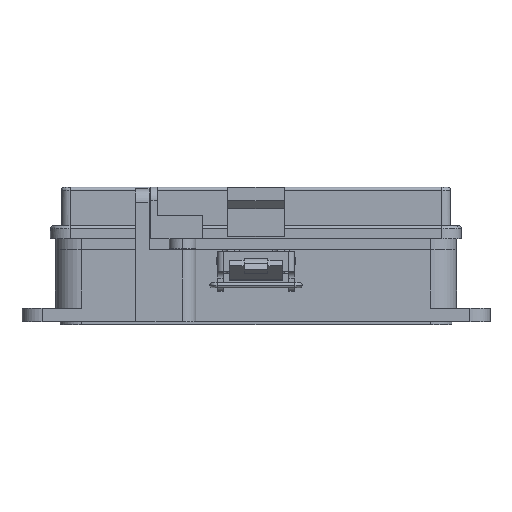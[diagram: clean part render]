
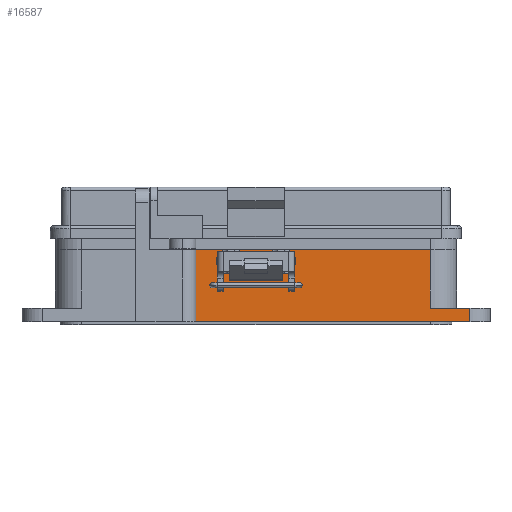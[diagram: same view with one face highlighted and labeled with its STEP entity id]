
A CAD part, front view. The second image highlights one B-rep face of the part: STEP entity #16587.
In plain terms, the highlighted planar face has unit normal (0, -1, 0).
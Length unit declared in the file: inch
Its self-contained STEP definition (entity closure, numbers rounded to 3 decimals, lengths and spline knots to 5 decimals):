
#120 = LINE ( 'NONE', #7974, #11668 ) ;
#606 = PLANE ( 'NONE',  #14080 ) ;
#690 = DIRECTION ( 'NONE',  ( 0., 0., -1. ) ) ;
#1060 = CARTESIAN_POINT ( 'NONE',  ( -1.39763, -0.57661, -1.76181 ) ) ;
#1724 = LINE ( 'NONE', #1060, #17433 ) ;
#1746 = VERTEX_POINT ( 'NONE', #15516 ) ;
#1850 = LINE ( 'NONE', #9066, #6690 ) ;
#2055 = EDGE_LOOP ( 'NONE', ( #11069, #14992, #7231, #6876, #10353, #12121, #14816, #24286, #9039, #21615, #21023, #2380, #4094, #24875 ) ) ;
#2294 = DIRECTION ( 'NONE',  ( 0., 0., 1. ) ) ;
#2380 = ORIENTED_EDGE ( 'NONE', *, *, #2750, .T. ) ;
#2480 = CARTESIAN_POINT ( 'NONE',  ( 2.51968, -0.57661, -1.76181 ) ) ;
#2509 = CARTESIAN_POINT ( 'NONE',  ( 2.51968, -0.57661, -1.60433 ) ) ;
#2741 = VERTEX_POINT ( 'NONE', #24164 ) ;
#2750 = EDGE_CURVE ( 'NONE', #10737, #22625, #19598, .T. ) ;
#2870 = DIRECTION ( 'NONE',  ( 0., 0., 1. ) ) ;
#3347 = VECTOR ( 'NONE', #13780, 39.37008 ) ;
#3410 = VERTEX_POINT ( 'NONE', #8133 ) ;
#3525 = CARTESIAN_POINT ( 'NONE',  ( 0.3937, -0.57661, -1.76181 ) ) ;
#3711 = CARTESIAN_POINT ( 'NONE',  ( -0.70866, -0.57661, -1.76181 ) ) ;
#3813 = VECTOR ( 'NONE', #7711, 39.37008 ) ;
#4094 = ORIENTED_EDGE ( 'NONE', *, *, #21719, .T. ) ;
#4699 = EDGE_CURVE ( 'NONE', #19415, #11081, #25663, .T. ) ;
#5077 = LINE ( 'NONE', #2480, #20758 ) ;
#5184 = VECTOR ( 'NONE', #6112, 39.37008 ) ;
#5202 = DIRECTION ( 'NONE',  ( 0., 0., -1. ) ) ;
#5518 = DIRECTION ( 'NONE',  ( 0., 0., -1. ) ) ;
#6092 = EDGE_CURVE ( 'NONE', #10154, #14556, #14906, .T. ) ;
#6112 = DIRECTION ( 'NONE',  ( 1., 0., 0. ) ) ;
#6130 = EDGE_CURVE ( 'NONE', #3410, #19415, #8824, .T. ) ;
#6611 = CARTESIAN_POINT ( 'NONE',  ( 0.3937, -0.57661, -1.19094 ) ) ;
#6690 = VECTOR ( 'NONE', #2870, 39.37008 ) ;
#6791 = EDGE_CURVE ( 'NONE', #10737, #1746, #16715, .T. ) ;
#6876 = ORIENTED_EDGE ( 'NONE', *, *, #6130, .T. ) ;
#6914 = EDGE_CURVE ( 'NONE', #10154, #15954, #24533, .T. ) ;
#7231 = ORIENTED_EDGE ( 'NONE', *, *, #18532, .F. ) ;
#7711 = DIRECTION ( 'NONE',  ( -1., 0., 0. ) ) ;
#7974 = CARTESIAN_POINT ( 'NONE',  ( -1.52362, -0.57661, -1.19094 ) ) ;
#8133 = CARTESIAN_POINT ( 'NONE',  ( 0.3937, -0.57661, -0.91535 ) ) ;
#8238 = VERTEX_POINT ( 'NONE', #11797 ) ;
#8290 = EDGE_CURVE ( 'NONE', #17713, #25189, #23081, .T. ) ;
#8673 = EDGE_CURVE ( 'NONE', #11081, #25189, #24670, .T. ) ;
#8703 = EDGE_CURVE ( 'NONE', #14556, #16590, #5077, .T. ) ;
#8824 = LINE ( 'NONE', #3525, #23902 ) ;
#9039 = ORIENTED_EDGE ( 'NONE', *, *, #23664, .T. ) ;
#9066 = CARTESIAN_POINT ( 'NONE',  ( -0.3937, -0.57661, -1.76181 ) ) ;
#9278 = DIRECTION ( 'NONE',  ( 1., 0., 0. ) ) ;
#9653 = DIRECTION ( 'NONE',  ( 1., 0., 0. ) ) ;
#10154 = VERTEX_POINT ( 'NONE', #25545 ) ;
#10353 = ORIENTED_EDGE ( 'NONE', *, *, #4699, .T. ) ;
#10737 = VERTEX_POINT ( 'NONE', #21587 ) ;
#10755 = VECTOR ( 'NONE', #9278, 39.37008 ) ;
#11069 = ORIENTED_EDGE ( 'NONE', *, *, #6092, .F. ) ;
#11081 = VERTEX_POINT ( 'NONE', #14659 ) ;
#11298 = DIRECTION ( 'NONE',  ( 1., 0., 0. ) ) ;
#11668 = VECTOR ( 'NONE', #24378, 39.37008 ) ;
#11681 = CARTESIAN_POINT ( 'NONE',  ( 2.48173, -0.57661, -1.60433 ) ) ;
#11797 = CARTESIAN_POINT ( 'NONE',  ( -0.19685, -0.57661, -1.19094 ) ) ;
#12121 = ORIENTED_EDGE ( 'NONE', *, *, #8673, .T. ) ;
#12385 = CARTESIAN_POINT ( 'NONE',  ( -0.70866, -0.57661, -1.76181 ) ) ;
#12718 = DIRECTION ( 'NONE',  ( 0., 0., -1. ) ) ;
#12978 = DIRECTION ( 'NONE',  ( 0., -1., 0. ) ) ;
#13599 = VECTOR ( 'NONE', #2294, 39.37008 ) ;
#13780 = DIRECTION ( 'NONE',  ( 1., 0., 0. ) ) ;
#13957 = DIRECTION ( 'NONE',  ( 0., 0., -1. ) ) ;
#14080 = AXIS2_PLACEMENT_3D ( 'NONE', #25308, #12978, #690 ) ;
#14556 = VERTEX_POINT ( 'NONE', #2509 ) ;
#14659 = CARTESIAN_POINT ( 'NONE',  ( 0.19685, -0.57661, -1.19094 ) ) ;
#14816 = ORIENTED_EDGE ( 'NONE', *, *, #8290, .F. ) ;
#14906 = LINE ( 'NONE', #11681, #3347 ) ;
#14973 = CARTESIAN_POINT ( 'NONE',  ( 2.51968, -0.57661, -1.76181 ) ) ;
#14992 = ORIENTED_EDGE ( 'NONE', *, *, #6914, .T. ) ;
#15516 = CARTESIAN_POINT ( 'NONE',  ( -0.3937, -0.57661, -0.91535 ) ) ;
#15954 = VERTEX_POINT ( 'NONE', #20385 ) ;
#16204 = LINE ( 'NONE', #21532, #10755 ) ;
#16587 = ADVANCED_FACE ( 'NONE', ( #25609 ), #606, .T. ) ;
#16590 = VERTEX_POINT ( 'NONE', #14973 ) ;
#16715 = LINE ( 'NONE', #18344, #5184 ) ;
#17433 = VECTOR ( 'NONE', #11298, 39.37008 ) ;
#17619 = VECTOR ( 'NONE', #9653, 39.37008 ) ;
#17713 = VERTEX_POINT ( 'NONE', #25199 ) ;
#18344 = CARTESIAN_POINT ( 'NONE',  ( 0.35433, -0.57661, -0.91535 ) ) ;
#18523 = VECTOR ( 'NONE', #18713, 39.37008 ) ;
#18532 = EDGE_CURVE ( 'NONE', #3410, #15954, #16204, .T. ) ;
#18624 = CARTESIAN_POINT ( 'NONE',  ( 0.19685, -0.57661, -1.76181 ) ) ;
#18713 = DIRECTION ( 'NONE',  ( 0., 0., 1. ) ) ;
#19415 = VERTEX_POINT ( 'NONE', #6611 ) ;
#19554 = CARTESIAN_POINT ( 'NONE',  ( -0.19685, -0.57661, -1.76181 ) ) ;
#19598 = LINE ( 'NONE', #3711, #21112 ) ;
#19599 = LINE ( 'NONE', #19554, #25071 ) ;
#20385 = CARTESIAN_POINT ( 'NONE',  ( 2.05511, -0.57661, -0.91535 ) ) ;
#20758 = VECTOR ( 'NONE', #12718, 39.37008 ) ;
#21023 = ORIENTED_EDGE ( 'NONE', *, *, #6791, .F. ) ;
#21112 = VECTOR ( 'NONE', #13957, 39.37008 ) ;
#21532 = CARTESIAN_POINT ( 'NONE',  ( 0.35433, -0.57661, -0.91535 ) ) ;
#21587 = CARTESIAN_POINT ( 'NONE',  ( -0.70866, -0.57661, -0.91535 ) ) ;
#21615 = ORIENTED_EDGE ( 'NONE', *, *, #25168, .T. ) ;
#21719 = EDGE_CURVE ( 'NONE', #22625, #16590, #1724, .T. ) ;
#22095 = CARTESIAN_POINT ( 'NONE',  ( 0.35433, -0.57661, -0.91535 ) ) ;
#22625 = VERTEX_POINT ( 'NONE', #12385 ) ;
#22903 = EDGE_CURVE ( 'NONE', #17713, #8238, #19599, .T. ) ;
#23081 = LINE ( 'NONE', #22095, #17619 ) ;
#23664 = EDGE_CURVE ( 'NONE', #8238, #2741, #120, .T. ) ;
#23902 = VECTOR ( 'NONE', #5518, 39.37008 ) ;
#24109 = CARTESIAN_POINT ( 'NONE',  ( -1.52362, -0.57661, -1.19094 ) ) ;
#24164 = CARTESIAN_POINT ( 'NONE',  ( -0.3937, -0.57661, -1.19094 ) ) ;
#24286 = ORIENTED_EDGE ( 'NONE', *, *, #22903, .T. ) ;
#24378 = DIRECTION ( 'NONE',  ( -1., 0., 0. ) ) ;
#24533 = LINE ( 'NONE', #25023, #13599 ) ;
#24670 = LINE ( 'NONE', #18624, #18523 ) ;
#24875 = ORIENTED_EDGE ( 'NONE', *, *, #8703, .F. ) ;
#25023 = CARTESIAN_POINT ( 'NONE',  ( 2.05511, -0.57661, -1.76181 ) ) ;
#25071 = VECTOR ( 'NONE', #5202, 39.37008 ) ;
#25168 = EDGE_CURVE ( 'NONE', #2741, #1746, #1850, .T. ) ;
#25189 = VERTEX_POINT ( 'NONE', #25510 ) ;
#25199 = CARTESIAN_POINT ( 'NONE',  ( -0.19685, -0.57661, -0.91535 ) ) ;
#25308 = CARTESIAN_POINT ( 'NONE',  ( -1.52362, -0.57661, -1.76181 ) ) ;
#25510 = CARTESIAN_POINT ( 'NONE',  ( 0.19685, -0.57661, -0.91535 ) ) ;
#25545 = CARTESIAN_POINT ( 'NONE',  ( 2.05511, -0.57661, -1.60433 ) ) ;
#25609 = FACE_OUTER_BOUND ( 'NONE', #2055, .T. ) ;
#25663 = LINE ( 'NONE', #24109, #3813 ) ;
